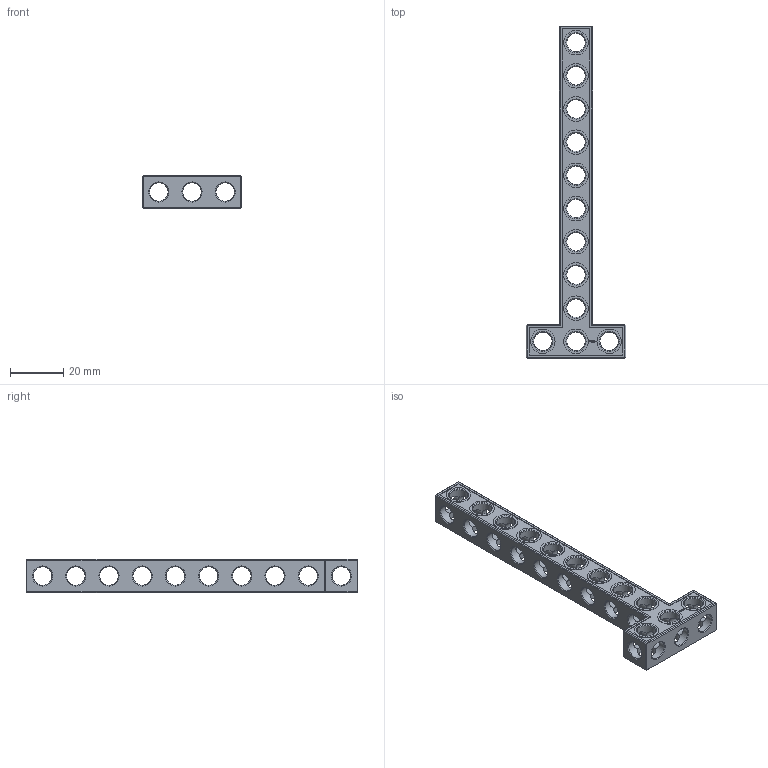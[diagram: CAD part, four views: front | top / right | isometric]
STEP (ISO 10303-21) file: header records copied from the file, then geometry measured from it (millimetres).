
FILE_DESCRIPTION(('FreeCAD Model'),'2;1');
FILE_NAME('Open CASCADE Shape Model','2021-08-07T21:17:37',( 'Paulo Kiefe'),('STEMFIE.org'),'Open CASCADE STEP processor 7.4', 'FreeCAD','Unknown');
FILE_SCHEMA(('AUTOMOTIVE_DESIGN { 1 0 10303 214 1 1 1 1 }'));
Products named in the file (1): Beam_TSH_SYM_ESS_BU03x10x01_-_SPN-BEM-1008_(stemfie.org)
Bounding box: 37.5 x 125 x 12.5 mm (x, y, z)
Volume: 11712.1 mm3; surface area: 10613.5 mm2
Topology: 1 solids, 1 shells, 667 faces, 1960 edges, 1294 vertices
Faces by surface type: plane 382, extrusion 162, cylinder 73, cone 50
Full cylindrical faces by diameter (mm): 7 x61, 9.2 x12
Entity records: 57410 total; most frequent: CARTESIAN_POINT 15641, DIRECTION 6064, VECTOR 4230, LINE 4068, ORIENTED_EDGE 3920, PCURVE 3920, DEFINITIONAL_REPRESENTATION 3920, EDGE_CURVE 1960
